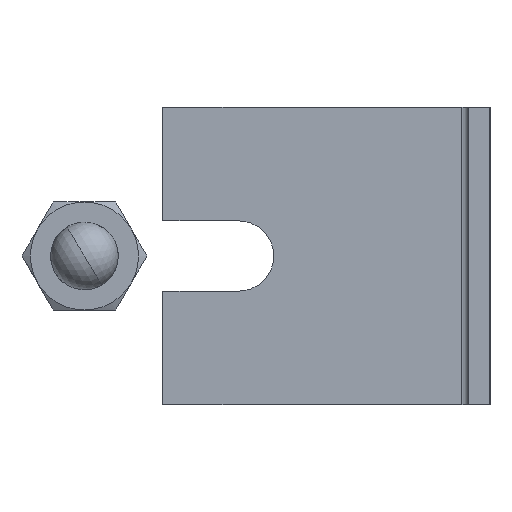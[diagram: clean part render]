
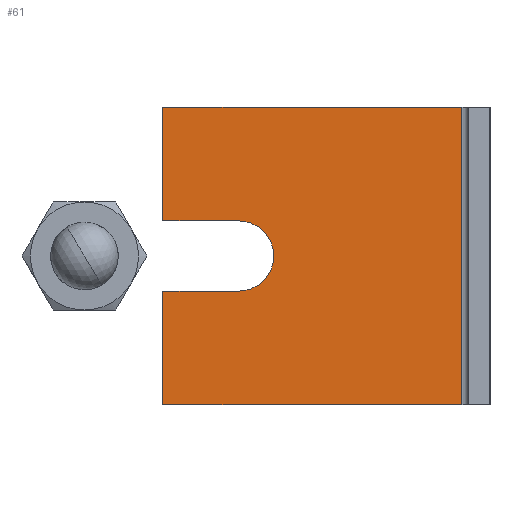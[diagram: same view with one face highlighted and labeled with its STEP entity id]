
A CAD part, left-side view. The second image highlights one B-rep face of the part: STEP entity #61.
In plain terms, the highlighted planar face has unit normal (-1, 0, 0).
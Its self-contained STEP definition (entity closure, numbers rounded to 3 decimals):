
#3 = VERTEX_POINT ( 'NONE', #1218 ) ;
#13 = VERTEX_POINT ( 'NONE', #1497 ) ;
#15 = EDGE_CURVE ( 'NONE', #16, #55, #1496, .T. ) ;
#16 = VERTEX_POINT ( 'NONE', #1492 ) ;
#22 = ORIENTED_EDGE ( 'NONE', *, *, #23, .T. ) ;
#23 = EDGE_CURVE ( 'NONE', #41, #13, #1484, .T. ) ;
#24 = ORIENTED_EDGE ( 'NONE', *, *, #25, .F. ) ;
#25 = EDGE_CURVE ( 'NONE', #26, #13, #1480, .T. ) ;
#26 = VERTEX_POINT ( 'NONE', #1476 ) ;
#27 = ORIENTED_EDGE ( 'NONE', *, *, #4456, .F. ) ;
#31 = VERTEX_POINT ( 'NONE', #1469 ) ;
#36 = ORIENTED_EDGE ( 'NONE', *, *, #4411, .F. ) ;
#41 = VERTEX_POINT ( 'NONE', #1344 ) ;
#43 = EDGE_LOOP ( 'NONE', ( #44, #36, #48, #51, #63, #22, #24, #27, #4472 ) ) ;
#44 = ORIENTED_EDGE ( 'NONE', *, *, #45, .F. ) ;
#45 = EDGE_CURVE ( 'NONE', #3, #55, #1338, .T. ) ;
#48 = ORIENTED_EDGE ( 'NONE', *, *, #49, .F. ) ;
#49 = EDGE_CURVE ( 'NONE', #50, #4437, #1330, .T. ) ;
#50 = VERTEX_POINT ( 'NONE', #1368 ) ;
#51 = ORIENTED_EDGE ( 'NONE', *, *, #62, .F. ) ;
#55 = VERTEX_POINT ( 'NONE', #1362 ) ;
#60 = EDGE_CURVE ( 'NONE', #31, #41, #1357, .T. ) ;
#61 = ADVANCED_FACE ( 'NONE', ( #1436 ), #1435, .F. ) ;
#62 = EDGE_CURVE ( 'NONE', #31, #50, #1430, .T. ) ;
#63 = ORIENTED_EDGE ( 'NONE', *, *, #60, .T. ) ;
#1218 = CARTESIAN_POINT ( 'NONE',  ( -1.6, 18.6, 2.6 ) ) ;
#1328 = CARTESIAN_POINT ( 'NONE',  ( -1.6, 18.6, 0. ) ) ;
#1329 = AXIS2_PLACEMENT_3D ( 'NONE', #1328, #1370, #1369 ) ;
#1330 = CIRCLE ( 'NONE', #1329, 2.6 ) ;
#1335 = DIRECTION ( 'NONE',  ( 0., 1., 0. ) ) ;
#1336 = VECTOR ( 'NONE', #1335, 1000. ) ;
#1337 = CARTESIAN_POINT ( 'NONE',  ( -1.6, 2.1, 2.6 ) ) ;
#1338 = LINE ( 'NONE', #1337, #1336 ) ;
#1344 = CARTESIAN_POINT ( 'NONE',  ( -1.6, 24.2, -11. ) ) ;
#1357 = LINE ( 'NONE', #1439, #1438 ) ;
#1362 = CARTESIAN_POINT ( 'NONE',  ( -1.6, 24.2, 2.6 ) ) ;
#1368 = CARTESIAN_POINT ( 'NONE',  ( -1.6, 18.6, -2.6 ) ) ;
#1369 = DIRECTION ( 'NONE',  ( 0., 0., -1. ) ) ;
#1370 = DIRECTION ( 'NONE',  ( -1., 0., 0. ) ) ;
#1427 = DIRECTION ( 'NONE',  ( 0., -1., 0. ) ) ;
#1428 = VECTOR ( 'NONE', #1427, 1000. ) ;
#1429 = CARTESIAN_POINT ( 'NONE',  ( -1.6, 2.1, -2.6 ) ) ;
#1430 = LINE ( 'NONE', #1429, #1428 ) ;
#1431 = DIRECTION ( 'NONE',  ( 0., 0., -1. ) ) ;
#1432 = DIRECTION ( 'NONE',  ( 1., 0., 0. ) ) ;
#1433 = CARTESIAN_POINT ( 'NONE',  ( -1.6, 2.1, 11. ) ) ;
#1434 = AXIS2_PLACEMENT_3D ( 'NONE', #1433, #1432, #1431 ) ;
#1435 = PLANE ( 'NONE',  #1434 ) ;
#1436 = FACE_OUTER_BOUND ( 'NONE', #43, .T. ) ;
#1437 = DIRECTION ( 'NONE',  ( 0., 0., -1. ) ) ;
#1438 = VECTOR ( 'NONE', #1437, 1000. ) ;
#1439 = CARTESIAN_POINT ( 'NONE',  ( -1.6, 24.2, 11. ) ) ;
#1469 = CARTESIAN_POINT ( 'NONE',  ( -1.6, 24.2, -2.6 ) ) ;
#1476 = CARTESIAN_POINT ( 'NONE',  ( -1.6, 2.1, 11. ) ) ;
#1477 = DIRECTION ( 'NONE',  ( 0., 0., -1. ) ) ;
#1478 = VECTOR ( 'NONE', #1477, 1000. ) ;
#1479 = CARTESIAN_POINT ( 'NONE',  ( -1.6, 2.1, 11. ) ) ;
#1480 = LINE ( 'NONE', #1479, #1478 ) ;
#1481 = DIRECTION ( 'NONE',  ( 0., -1., 0. ) ) ;
#1482 = VECTOR ( 'NONE', #1481, 1000. ) ;
#1483 = CARTESIAN_POINT ( 'NONE',  ( -1.6, 2.1, -11. ) ) ;
#1484 = LINE ( 'NONE', #1483, #1482 ) ;
#1492 = CARTESIAN_POINT ( 'NONE',  ( -1.6, 24.2, 11. ) ) ;
#1493 = DIRECTION ( 'NONE',  ( 0., 0., -1. ) ) ;
#1494 = VECTOR ( 'NONE', #1493, 1000. ) ;
#1495 = CARTESIAN_POINT ( 'NONE',  ( -1.6, 24.2, 11. ) ) ;
#1496 = LINE ( 'NONE', #1495, #1494 ) ;
#1497 = CARTESIAN_POINT ( 'NONE',  ( -1.6, 2.1, -11. ) ) ;
#3502 = DIRECTION ( 'NONE',  ( 0., 0., -1. ) ) ;
#3503 = DIRECTION ( 'NONE',  ( -1., 0., 0. ) ) ;
#3504 = CARTESIAN_POINT ( 'NONE',  ( -1.6, 18.6, 0. ) ) ;
#3505 = AXIS2_PLACEMENT_3D ( 'NONE', #3504, #3503, #3502 ) ;
#3506 = CIRCLE ( 'NONE', #3505, 2.6 ) ;
#3769 = VECTOR ( 'NONE', #3819, 1000. ) ;
#3819 = DIRECTION ( 'NONE',  ( 0., -1., 0. ) ) ;
#3820 = CARTESIAN_POINT ( 'NONE',  ( -1.6, 2.1, 11. ) ) ;
#3821 = LINE ( 'NONE', #3820, #3769 ) ;
#3875 = CARTESIAN_POINT ( 'NONE',  ( -1.6, 16., 0. ) ) ;
#4411 = EDGE_CURVE ( 'NONE', #4437, #3, #3506, .T. ) ;
#4437 = VERTEX_POINT ( 'NONE', #3875 ) ;
#4456 = EDGE_CURVE ( 'NONE', #16, #26, #3821, .T. ) ;
#4472 = ORIENTED_EDGE ( 'NONE', *, *, #15, .T. ) ;
